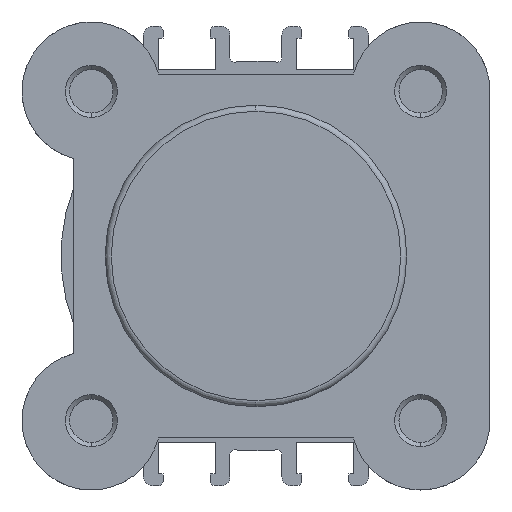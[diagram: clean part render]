
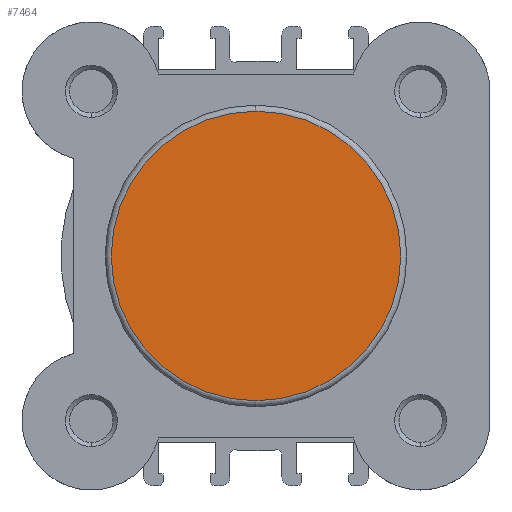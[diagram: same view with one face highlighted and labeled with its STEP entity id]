
A CAD part, left-side view. The second image highlights one B-rep face of the part: STEP entity #7464.
In plain terms, the highlighted planar face has unit normal (-1, 0, 0).
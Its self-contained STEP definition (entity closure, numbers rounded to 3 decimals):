
#395 = CARTESIAN_POINT ( 'NONE',  ( 0., 0., 0. ) ) ;
#396 = DIRECTION ( 'NONE',  ( -1., 0., 0. ) ) ;
#397 = DIRECTION ( 'NONE',  ( 0., 0., 1. ) ) ;
#548 = CARTESIAN_POINT ( 'NONE',  ( 0., 0., 0. ) ) ;
#556 = DIRECTION ( 'NONE',  ( -1., 0., 0. ) ) ;
#557 = DIRECTION ( 'NONE',  ( 0., 0., 1. ) ) ;
#1104 = CARTESIAN_POINT ( 'NONE',  ( 0., 0., -16.7 ) ) ;
#2535 = ORIENTED_EDGE ( 'NONE', *, *, #3155, .T. ) ;
#2536 = ORIENTED_EDGE ( 'NONE', *, *, #3092, .T. ) ;
#3092 = EDGE_CURVE ( 'NONE', #5241, #4399, #5032, .T. ) ;
#3155 = EDGE_CURVE ( 'NONE', #4399, #5241, #5135, .T. ) ;
#3452 = AXIS2_PLACEMENT_3D ( 'NONE', #395, #396, #397 ) ;
#3485 = AXIS2_PLACEMENT_3D ( 'NONE', #548, #556, #557 ) ;
#3790 = AXIS2_PLACEMENT_3D ( 'NONE', #6388, #6398, #6399 ) ;
#4281 = EDGE_LOOP ( 'NONE', ( #2536, #2535 ) ) ;
#4399 = VERTEX_POINT ( 'NONE', #1104 ) ;
#5032 = CIRCLE ( 'NONE', #3452, 16.7 ) ;
#5135 = CIRCLE ( 'NONE', #3485, 16.7 ) ;
#5241 = VERTEX_POINT ( 'NONE', #5634 ) ;
#5634 = CARTESIAN_POINT ( 'NONE',  ( 0., 0., 16.7 ) ) ;
#6385 = PLANE ( 'NONE',  #3790 ) ;
#6388 = CARTESIAN_POINT ( 'NONE',  ( 0., -17.4, 0. ) ) ;
#6398 = DIRECTION ( 'NONE',  ( -1., 0., 0. ) ) ;
#6399 = DIRECTION ( 'NONE',  ( 0., 0., 1. ) ) ;
#7138 = FACE_OUTER_BOUND ( 'NONE', #4281, .T. ) ;
#7464 = ADVANCED_FACE ( 'NONE', ( #7138 ), #6385, .T. ) ;
